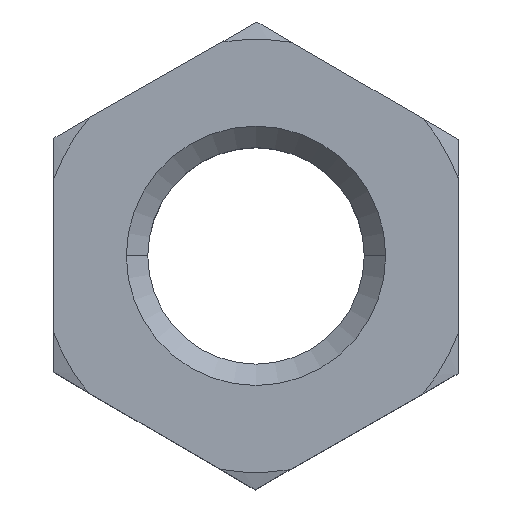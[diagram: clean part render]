
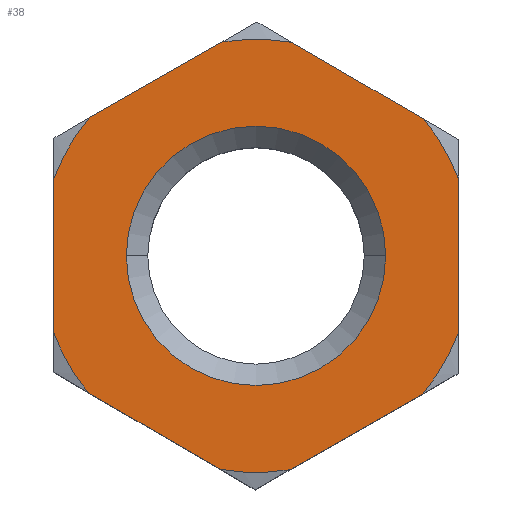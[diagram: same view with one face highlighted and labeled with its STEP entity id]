
A CAD part, top view. The second image highlights one B-rep face of the part: STEP entity #38.
In plain terms, the highlighted planar face has unit normal (0, 0, 1).
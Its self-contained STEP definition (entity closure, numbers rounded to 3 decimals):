
#7 = EDGE_CURVE ( 'NONE', #627, #165, #755, .T. ) ;
#8 = EDGE_CURVE ( 'NONE', #620, #418, #226, .T. ) ;
#9 = VECTOR ( 'NONE', #443, 1000. ) ;
#17 = CARTESIAN_POINT ( 'NONE',  ( 1.543, -1.272, 1.6 ) ) ;
#24 = DIRECTION ( 'NONE',  ( 0., 0., -1. ) ) ;
#25 = CARTESIAN_POINT ( 'NONE',  ( -1.553, -1.26, 1.6 ) ) ;
#26 = LINE ( 'NONE', #236, #9 ) ;
#27 = EDGE_CURVE ( 'NONE', #869, #842, #203, .T. ) ;
#37 = EDGE_CURVE ( 'NONE', #869, #288, #174, .T. ) ;
#38 = ADVANCED_FACE ( 'Nface3', ( #856, #519 ), #249, .F. ) ;
#41 = VECTOR ( 'NONE', #213, 1000. ) ;
#44 = CARTESIAN_POINT ( 'NONE',  ( -1.198, 0., 1.6 ) ) ;
#46 = EDGE_CURVE ( 'NONE', #318, #288, #158, .T. ) ;
#50 = VERTEX_POINT ( 'NONE', #17 ) ;
#57 = VERTEX_POINT ( 'NONE', #328 ) ;
#60 = EDGE_CURVE ( 'NONE', #319, #762, #651, .T. ) ;
#69 = DIRECTION ( 'NONE',  ( -1., 0., 0. ) ) ;
#70 = EDGE_CURVE ( 'NONE', #627, #50, #843, .T. ) ;
#91 = CARTESIAN_POINT ( 'NONE',  ( 0., 0., 1.6 ) ) ;
#97 = DIRECTION ( 'NONE',  ( 0., 0., -1. ) ) ;
#101 = LINE ( 'NONE', #897, #814 ) ;
#114 = CARTESIAN_POINT ( 'NONE',  ( 1.198, 0., 1.6 ) ) ;
#117 = ORIENTED_EDGE ( 'NONE', *, *, #167, .T. ) ;
#158 = CIRCLE ( 'NONE', #740, 2. ) ;
#165 = VERTEX_POINT ( 'NONE', #846 ) ;
#167 = EDGE_CURVE ( 'NONE', #318, #762, #26, .T. ) ;
#168 = CIRCLE ( 'NONE', #589, 2. ) ;
#170 = DIRECTION ( 'NONE',  ( -1., 0., 0. ) ) ;
#171 = ORIENTED_EDGE ( 'NONE', *, *, #327, .T. ) ;
#174 = LINE ( 'NONE', #395, #542 ) ;
#179 = VECTOR ( 'NONE', #468, 1000. ) ;
#183 = EDGE_LOOP ( 'NONE', ( #590, #855, #509, #117, #805, #549, #323, #279, #653, #312, #382, #259 ) ) ;
#191 = CARTESIAN_POINT ( 'NONE',  ( 0.008, 2.16, 1.6 ) ) ;
#198 = CARTESIAN_POINT ( 'NONE',  ( 0., 0., 1.6 ) ) ;
#203 = CIRCLE ( 'NONE', #507, 2. ) ;
#213 = DIRECTION ( 'NONE',  ( 0.004, 1., 0. ) ) ;
#218 = CARTESIAN_POINT ( 'NONE',  ( -1.543, 1.272, 1.6 ) ) ;
#226 = CIRCLE ( 'NONE', #528, 1.198 ) ;
#232 = EDGE_CURVE ( 'NONE', #165, #57, #168, .T. ) ;
#234 = EDGE_CURVE ( 'NONE', #882, #650, #532, .T. ) ;
#236 = CARTESIAN_POINT ( 'NONE',  ( -1.875, -1.073, 1.6 ) ) ;
#245 = EDGE_CURVE ( 'NONE', #319, #50, #101, .T. ) ;
#249 = PLANE ( 'NONE',  #735 ) ;
#251 = CARTESIAN_POINT ( 'NONE',  ( 0., 0., 1.6 ) ) ;
#258 = CARTESIAN_POINT ( 'NONE',  ( 0., 0., 1.6 ) ) ;
#259 = ORIENTED_EDGE ( 'NONE', *, *, #445, .T. ) ;
#274 = CARTESIAN_POINT ( 'NONE',  ( 0.33, 1.973, 1.6 ) ) ;
#279 = ORIENTED_EDGE ( 'NONE', *, *, #7, .T. ) ;
#285 = CARTESIAN_POINT ( 'NONE',  ( -0.33, -1.973, 1.6 ) ) ;
#288 = VERTEX_POINT ( 'NONE', #454 ) ;
#300 = CARTESIAN_POINT ( 'NONE',  ( 0., 0., 1.6 ) ) ;
#312 = ORIENTED_EDGE ( 'NONE', *, *, #394, .T. ) ;
#318 = VERTEX_POINT ( 'NONE', #25 ) ;
#319 = VERTEX_POINT ( 'NONE', #527 ) ;
#323 = ORIENTED_EDGE ( 'NONE', *, *, #70, .F. ) ;
#325 = DIRECTION ( 'NONE',  ( -1., 0., 0. ) ) ;
#327 = EDGE_CURVE ( 'NONE', #418, #620, #785, .T. ) ;
#328 = CARTESIAN_POINT ( 'NONE',  ( 1.553, 1.26, 1.6 ) ) ;
#330 = DIRECTION ( 'NONE',  ( -1., 0., 0. ) ) ;
#336 = DIRECTION ( 'NONE',  ( -1., 0., 0. ) ) ;
#375 = DIRECTION ( 'NONE',  ( 1., 0., 0. ) ) ;
#382 = ORIENTED_EDGE ( 'NONE', *, *, #234, .F. ) ;
#390 = DIRECTION ( 'NONE',  ( 0., 0., -1. ) ) ;
#394 = EDGE_CURVE ( 'NONE', #57, #650, #566, .T. ) ;
#395 = CARTESIAN_POINT ( 'NONE',  ( -1.866, 1.087, 1.6 ) ) ;
#418 = VERTEX_POINT ( 'NONE', #114 ) ;
#427 = CARTESIAN_POINT ( 'NONE',  ( -0.315, 1.975, 1.6 ) ) ;
#443 = DIRECTION ( 'NONE',  ( 0.864, -0.503, 0. ) ) ;
#445 = EDGE_CURVE ( 'NONE', #882, #842, #547, .T. ) ;
#454 = CARTESIAN_POINT ( 'NONE',  ( -1.873, -0.7, 1.6 ) ) ;
#459 = CARTESIAN_POINT ( 'NONE',  ( 0., 0., 1.6 ) ) ;
#468 = DIRECTION ( 'NONE',  ( -0.868, -0.497, 0. ) ) ;
#502 = DIRECTION ( 'NONE',  ( 0., 0., -1. ) ) ;
#504 = EDGE_LOOP ( 'NONE', ( #171, #523 ) ) ;
#507 = AXIS2_PLACEMENT_3D ( 'NONE', #91, #575, #170 ) ;
#509 = ORIENTED_EDGE ( 'NONE', *, *, #46, .F. ) ;
#518 = CARTESIAN_POINT ( 'NONE',  ( 0., 0., 1.6 ) ) ;
#519 = FACE_OUTER_BOUND ( 'NONE', #183, .T. ) ;
#523 = ORIENTED_EDGE ( 'NONE', *, *, #8, .T. ) ;
#526 = DIRECTION ( 'NONE',  ( -1., 0., 0. ) ) ;
#527 = CARTESIAN_POINT ( 'NONE',  ( 0.315, -1.975, 1.6 ) ) ;
#528 = AXIS2_PLACEMENT_3D ( 'NONE', #198, #390, #579 ) ;
#532 = CIRCLE ( 'NONE', #581, 2. ) ;
#542 = VECTOR ( 'NONE', #852, 1000. ) ;
#547 = LINE ( 'NONE', #191, #179 ) ;
#549 = ORIENTED_EDGE ( 'NONE', *, *, #245, .T. ) ;
#551 = AXIS2_PLACEMENT_3D ( 'NONE', #258, #719, #336 ) ;
#566 = LINE ( 'NONE', #598, #738 ) ;
#575 = DIRECTION ( 'NONE',  ( 0., 0., -1. ) ) ;
#577 = DIRECTION ( 'NONE',  ( -1., 0., 0. ) ) ;
#579 = DIRECTION ( 'NONE',  ( -1., 0., 0. ) ) ;
#581 = AXIS2_PLACEMENT_3D ( 'NONE', #900, #502, #69 ) ;
#589 = AXIS2_PLACEMENT_3D ( 'NONE', #300, #754, #375 ) ;
#590 = ORIENTED_EDGE ( 'NONE', *, *, #27, .F. ) ;
#598 = CARTESIAN_POINT ( 'NONE',  ( 1.875, 1.073, 1.6 ) ) ;
#620 = VERTEX_POINT ( 'NONE', #44 ) ;
#627 = VERTEX_POINT ( 'NONE', #811 ) ;
#650 = VERTEX_POINT ( 'NONE', #274 ) ;
#651 = CIRCLE ( 'NONE', #729, 2. ) ;
#653 = ORIENTED_EDGE ( 'NONE', *, *, #232, .T. ) ;
#710 = DIRECTION ( 'NONE',  ( 0., 0., -1. ) ) ;
#714 = AXIS2_PLACEMENT_3D ( 'NONE', #459, #24, #526 ) ;
#715 = DIRECTION ( 'NONE',  ( 0., 0., -1. ) ) ;
#719 = DIRECTION ( 'NONE',  ( 0., 0., -1. ) ) ;
#729 = AXIS2_PLACEMENT_3D ( 'NONE', #251, #715, #330 ) ;
#733 = DIRECTION ( 'NONE',  ( -0.864, 0.503, 0. ) ) ;
#735 = AXIS2_PLACEMENT_3D ( 'NONE', #853, #710, #325 ) ;
#738 = VECTOR ( 'NONE', #733, 1000. ) ;
#740 = AXIS2_PLACEMENT_3D ( 'NONE', #518, #97, #577 ) ;
#754 = DIRECTION ( 'NONE',  ( 0., 0., 1. ) ) ;
#755 = LINE ( 'NONE', #773, #41 ) ;
#762 = VERTEX_POINT ( 'NONE', #285 ) ;
#773 = CARTESIAN_POINT ( 'NONE',  ( 1.866, -1.087, 1.6 ) ) ;
#785 = CIRCLE ( 'NONE', #551, 1.198 ) ;
#805 = ORIENTED_EDGE ( 'NONE', *, *, #60, .F. ) ;
#811 = CARTESIAN_POINT ( 'NONE',  ( 1.868, -0.715, 1.6 ) ) ;
#814 = VECTOR ( 'NONE', #835, 1000. ) ;
#820 = CARTESIAN_POINT ( 'NONE',  ( -1.868, 0.715, 1.6 ) ) ;
#835 = DIRECTION ( 'NONE',  ( 0.868, 0.497, 0. ) ) ;
#842 = VERTEX_POINT ( 'NONE', #218 ) ;
#843 = CIRCLE ( 'NONE', #714, 2. ) ;
#846 = CARTESIAN_POINT ( 'NONE',  ( 1.873, 0.7, 1.6 ) ) ;
#852 = DIRECTION ( 'NONE',  ( -0.004, -1., 0. ) ) ;
#853 = CARTESIAN_POINT ( 'NONE',  ( 1.875, 1.073, 1.6 ) ) ;
#855 = ORIENTED_EDGE ( 'NONE', *, *, #37, .T. ) ;
#856 = FACE_BOUND ( 'NONE', #504, .T. ) ;
#869 = VERTEX_POINT ( 'NONE', #820 ) ;
#882 = VERTEX_POINT ( 'NONE', #427 ) ;
#897 = CARTESIAN_POINT ( 'NONE',  ( -0.008, -2.16, 1.6 ) ) ;
#900 = CARTESIAN_POINT ( 'NONE',  ( 0., 0., 1.6 ) ) ;
